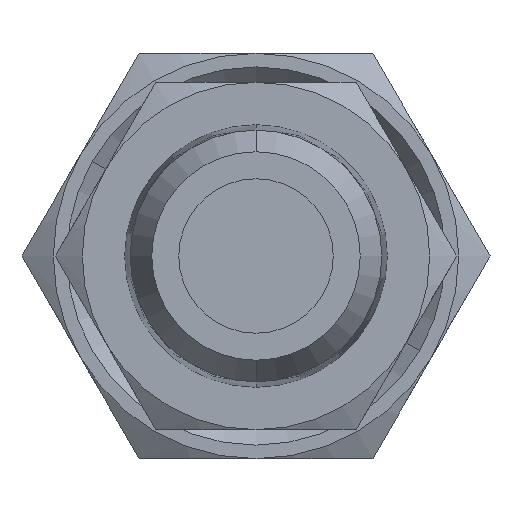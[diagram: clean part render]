
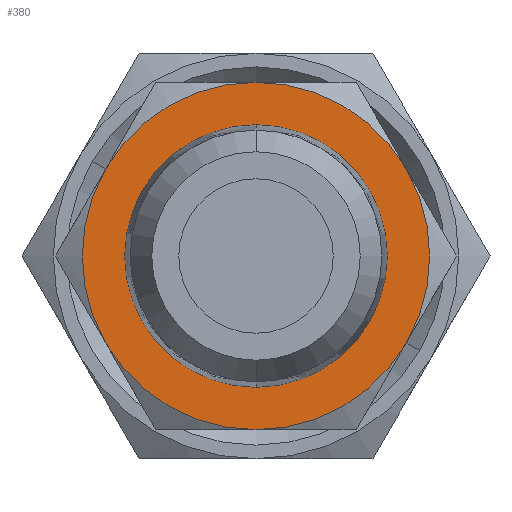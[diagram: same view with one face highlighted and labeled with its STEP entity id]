
A CAD part, front view. The second image highlights one B-rep face of the part: STEP entity #380.
In plain terms, the highlighted planar face has unit normal (0, -1, 0).
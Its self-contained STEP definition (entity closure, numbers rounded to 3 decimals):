
#117 = CIRCLE ( 'NONE', #1196, 6.803 ) ;
#138 = CIRCLE ( 'NONE', #1209, 9. ) ;
#143 = CIRCLE ( 'NONE', #1206, 9. ) ;
#144 = CIRCLE ( 'NONE', #1207, 9. ) ;
#146 = CIRCLE ( 'NONE', #1208, 9. ) ;
#147 = CIRCLE ( 'NONE', #1210, 9. ) ;
#148 = CIRCLE ( 'NONE', #1211, 9. ) ;
#151 = CIRCLE ( 'NONE', #1214, 6.803 ) ;
#380 = ADVANCED_FACE ( 'NONE', ( #2467, #2468 ), #1839, .T. ) ;
#439 = CARTESIAN_POINT ( 'NONE',  ( 0., 11., 0. ) ) ;
#440 = DIRECTION ( 'NONE',  ( 0., -1., 0. ) ) ;
#441 = DIRECTION ( 'NONE',  ( 0., 0., -1. ) ) ;
#457 = CARTESIAN_POINT ( 'NONE',  ( 0., 11., 0. ) ) ;
#458 = DIRECTION ( 'NONE',  ( 0., -1., 0. ) ) ;
#459 = DIRECTION ( 'NONE',  ( 0., 0., -1. ) ) ;
#475 = CARTESIAN_POINT ( 'NONE',  ( 0., 11., 0. ) ) ;
#476 = DIRECTION ( 'NONE',  ( 0., -1., 0. ) ) ;
#477 = DIRECTION ( 'NONE',  ( 0., 0., -1. ) ) ;
#489 = CARTESIAN_POINT ( 'NONE',  ( 0., 11., 0. ) ) ;
#490 = DIRECTION ( 'NONE',  ( 0., -1., 0. ) ) ;
#491 = DIRECTION ( 'NONE',  ( 0., 0., -1. ) ) ;
#513 = CARTESIAN_POINT ( 'NONE',  ( 0., 11., 0. ) ) ;
#514 = DIRECTION ( 'NONE',  ( 0., -1., 0. ) ) ;
#515 = DIRECTION ( 'NONE',  ( 0., 0., -1. ) ) ;
#623 = CARTESIAN_POINT ( 'NONE',  ( 0., 11., 0. ) ) ;
#624 = DIRECTION ( 'NONE',  ( 0., -1., 0. ) ) ;
#625 = DIRECTION ( 'NONE',  ( 0., 0., -1. ) ) ;
#680 = CARTESIAN_POINT ( 'NONE',  ( 0., 11., 0. ) ) ;
#681 = DIRECTION ( 'NONE',  ( 0., -1., 0. ) ) ;
#682 = DIRECTION ( 'NONE',  ( 0., 0., -1. ) ) ;
#685 = CARTESIAN_POINT ( 'NONE',  ( 0., 11., 0. ) ) ;
#686 = DIRECTION ( 'NONE',  ( 0., -1., 0. ) ) ;
#687 = DIRECTION ( 'NONE',  ( 0., 0., -1. ) ) ;
#1196 = AXIS2_PLACEMENT_3D ( 'NONE', #623, #624, #625 ) ;
#1206 = AXIS2_PLACEMENT_3D ( 'NONE', #680, #681, #682 ) ;
#1207 = AXIS2_PLACEMENT_3D ( 'NONE', #685, #686, #687 ) ;
#1208 = AXIS2_PLACEMENT_3D ( 'NONE', #439, #440, #441 ) ;
#1209 = AXIS2_PLACEMENT_3D ( 'NONE', #457, #458, #459 ) ;
#1210 = AXIS2_PLACEMENT_3D ( 'NONE', #475, #476, #477 ) ;
#1211 = AXIS2_PLACEMENT_3D ( 'NONE', #489, #490, #491 ) ;
#1214 = AXIS2_PLACEMENT_3D ( 'NONE', #513, #514, #515 ) ;
#1265 = EDGE_CURVE ( 'NONE', #2158, #2159, #117, .T. ) ;
#1284 = EDGE_CURVE ( 'NONE', #2169, #2172, #143, .T. ) ;
#1285 = EDGE_CURVE ( 'NONE', #2172, #2161, #144, .T. ) ;
#1288 = EDGE_CURVE ( 'NONE', #2161, #2171, #146, .T. ) ;
#1291 = EDGE_CURVE ( 'NONE', #2171, #2160, #138, .T. ) ;
#1294 = EDGE_CURVE ( 'NONE', #2160, #2170, #147, .T. ) ;
#1297 = EDGE_CURVE ( 'NONE', #2170, #2169, #148, .T. ) ;
#1302 = EDGE_CURVE ( 'NONE', #2159, #2158, #151, .T. ) ;
#1424 = AXIS2_PLACEMENT_3D ( 'NONE', #1846, #1847, #1848 ) ;
#1651 = CARTESIAN_POINT ( 'NONE',  ( 0., 11., -6.803 ) ) ;
#1652 = CARTESIAN_POINT ( 'NONE',  ( 0., 11., 6.803 ) ) ;
#1653 = CARTESIAN_POINT ( 'NONE',  ( 0., 11., 9. ) ) ;
#1654 = CARTESIAN_POINT ( 'NONE',  ( 7.794, 11., -4.5 ) ) ;
#1662 = CARTESIAN_POINT ( 'NONE',  ( -7.794, 11., -4.5 ) ) ;
#1663 = CARTESIAN_POINT ( 'NONE',  ( -7.794, 11., 4.5 ) ) ;
#1664 = CARTESIAN_POINT ( 'NONE',  ( 7.794, 11., 4.5 ) ) ;
#1665 = CARTESIAN_POINT ( 'NONE',  ( 0., 11., -9. ) ) ;
#1839 = PLANE ( 'NONE',  #1424 ) ;
#1846 = CARTESIAN_POINT ( 'NONE',  ( 6.803, 11., 0. ) ) ;
#1847 = DIRECTION ( 'NONE',  ( 0., -1., 0. ) ) ;
#1848 = DIRECTION ( 'NONE',  ( 0., 0., -1. ) ) ;
#1976 = ORIENTED_EDGE ( 'NONE', *, *, #1265, .F. ) ;
#1977 = ORIENTED_EDGE ( 'NONE', *, *, #1302, .F. ) ;
#1978 = ORIENTED_EDGE ( 'NONE', *, *, #1284, .T. ) ;
#1979 = ORIENTED_EDGE ( 'NONE', *, *, #1297, .T. ) ;
#1980 = ORIENTED_EDGE ( 'NONE', *, *, #1294, .T. ) ;
#1985 = ORIENTED_EDGE ( 'NONE', *, *, #1291, .T. ) ;
#1986 = ORIENTED_EDGE ( 'NONE', *, *, #1288, .T. ) ;
#1987 = ORIENTED_EDGE ( 'NONE', *, *, #1285, .T. ) ;
#2121 = EDGE_LOOP ( 'NONE', ( #1987, #1986, #1985, #1980, #1979, #1978 ) ) ;
#2125 = EDGE_LOOP ( 'NONE', ( #1977, #1976 ) ) ;
#2158 = VERTEX_POINT ( 'NONE', #1651 ) ;
#2159 = VERTEX_POINT ( 'NONE', #1652 ) ;
#2160 = VERTEX_POINT ( 'NONE', #1653 ) ;
#2161 = VERTEX_POINT ( 'NONE', #1654 ) ;
#2169 = VERTEX_POINT ( 'NONE', #1662 ) ;
#2170 = VERTEX_POINT ( 'NONE', #1663 ) ;
#2171 = VERTEX_POINT ( 'NONE', #1664 ) ;
#2172 = VERTEX_POINT ( 'NONE', #1665 ) ;
#2467 = FACE_OUTER_BOUND ( 'NONE', #2121, .T. ) ;
#2468 = FACE_BOUND ( 'NONE', #2125, .T. ) ;
